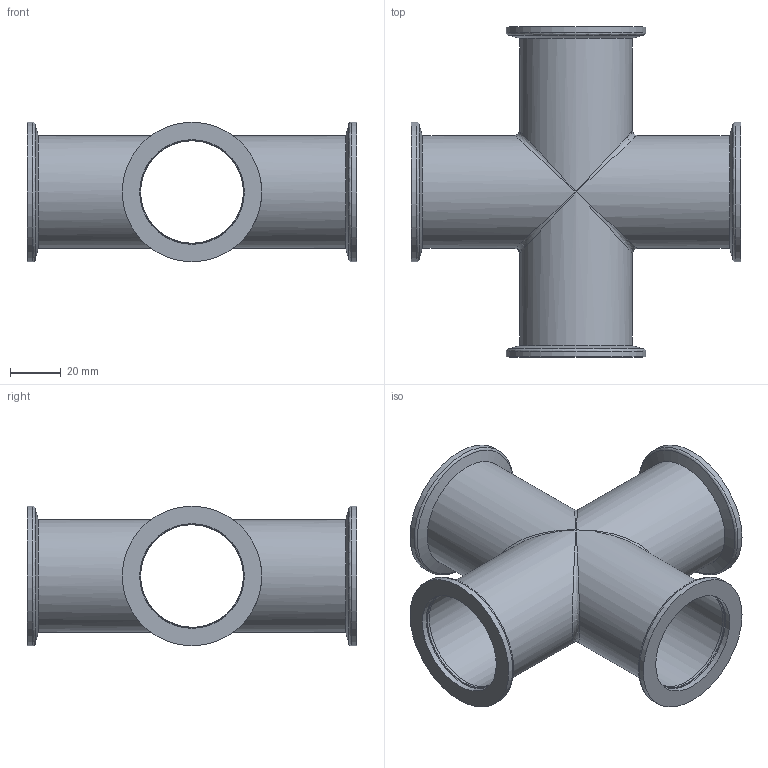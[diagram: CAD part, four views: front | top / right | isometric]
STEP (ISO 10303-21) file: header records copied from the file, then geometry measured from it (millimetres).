
FILE_DESCRIPTION (( 'STEP AP214' ), '1' );
FILE_NAME ('FULLVAC X41KF40.STEP', '2019-04-11T12:14:29', ( '' ), ( '' ), 'SwSTEP 2.0', 'SolidWorks 2017', '' );
FILE_SCHEMA (( 'AUTOMOTIVE_DESIGN' ));
Length unit declared in the file: millimetre
Products named in the file (3): 2^X41KF40; FULLVAC X41KF40; 1^X41KF40
Assembly tree (5 placements, depth 2):
  FULLVAC X41KF40
    1^X41KF40
    2^X41KF40  x4
Bounding box: 130 x 130 x 55 mm (x, y, z)
Volume: 66222.5 mm3; surface area: 67051.6 mm2
Topology: 5 solids, 5 shells, 60 faces, 132 edges, 68 vertices
Faces by surface type: cylinder 24, plane 16, bspline 16, cone 4
Full cylindrical faces by diameter (mm): 40.5 x8, 41.2 x4, 44.5 x4, 44.7 x4, 55 x4
Entity records: 4989 total; most frequent: CARTESIAN_POINT 4090, DIRECTION 90, ORIENTED_EDGE 68, EDGE_LOOP 52, AXIS2_PLACEMENT_3D 45, FACE_OUTER_BOUND 44, UNCERTAINTY_MEASURE_WITH_UNIT 37, PRESENTATION_STYLE_ASSIGNMENT 34
